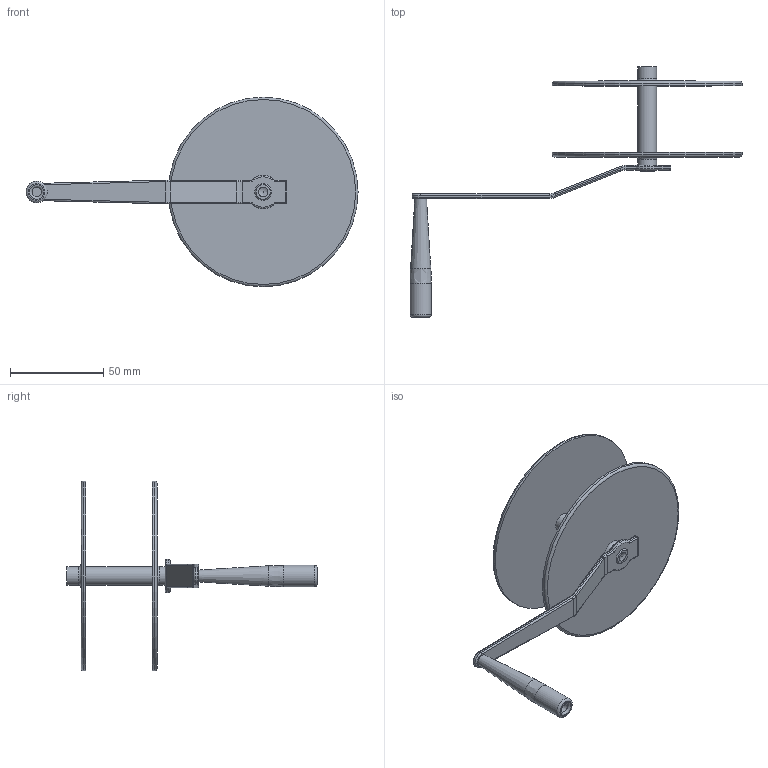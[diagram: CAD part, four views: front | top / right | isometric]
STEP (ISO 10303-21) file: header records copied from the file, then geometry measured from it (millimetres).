
FILE_DESCRIPTION( ( '' ), ' ' );
FILE_NAME( '59d565a7fa7a990d044624e5.step', '2017-10-04T22:50:15', ( '' ), ( '' ), ' ', ' ', ' ' );
FILE_SCHEMA( ( 'AUTOMOTIVE_DESIGN { 1 0 10303 214 1 1 1 1 }' ) );
Length unit declared in the file: metre
Products named in the file (1): Part 1
Bounding box: 177.8 x 133.99 x 101.6 mm (x, y, z)
Volume: 52688.8 mm3; surface area: 41747.4 mm2
Topology: 1 solids, 1 shells, 90 faces, 197 edges, 115 vertices
Faces by surface type: cylinder 35, plane 23, torus 20, bspline 10, cone 2
Full cylindrical faces by diameter (mm): 5.08 x2, 10.16 x3, 11.43 x1, 101.6 x2
Entity records: 3687 total; most frequent: CARTESIAN_POINT 1155, DIRECTION 394, ORIENTED_EDGE 330, AXIS2_PLACEMENT_3D 168, EDGE_CURVE 165, EDGE_LOOP 118, FACE_OUTER_BOUND 106, VERTEX_POINT 105
